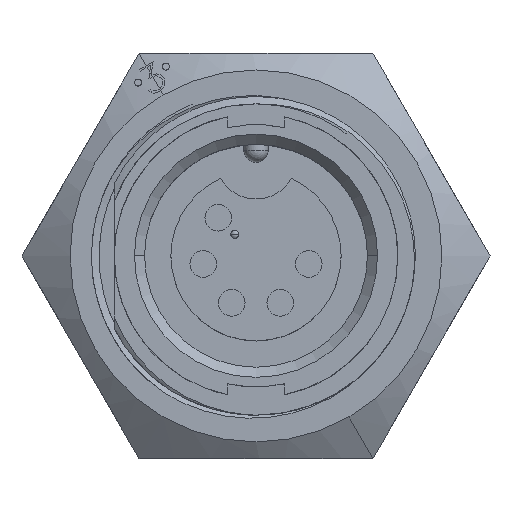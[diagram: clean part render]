
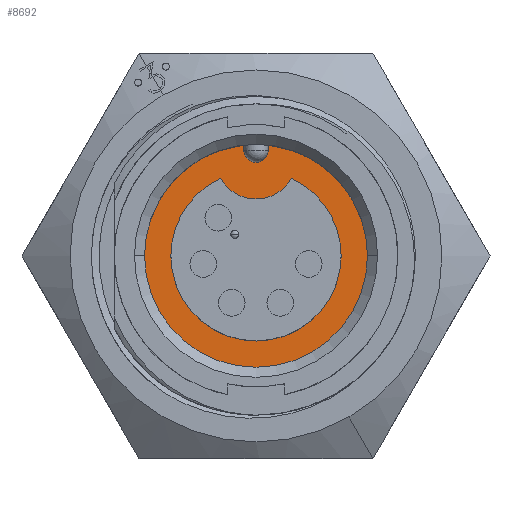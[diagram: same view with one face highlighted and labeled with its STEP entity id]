
A CAD part, top view. The second image highlights one B-rep face of the part: STEP entity #8692.
In plain terms, the highlighted planar face has unit normal (0, 0, 1).
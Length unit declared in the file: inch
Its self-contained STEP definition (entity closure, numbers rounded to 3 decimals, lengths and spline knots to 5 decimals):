
#310 = CARTESIAN_POINT ( 'NONE',  ( -0.21, 0., -0.29 ) ) ;
#359 = DIRECTION ( 'NONE',  ( 1., 0., 0. ) ) ;
#589 = EDGE_CURVE ( 'NONE', #20275, #6945, #16036, .T. ) ;
#725 = VECTOR ( 'NONE', #18441, 39.37008 ) ;
#787 = VERTEX_POINT ( 'NONE', #22566 ) ;
#1212 = EDGE_CURVE ( 'NONE', #17633, #14541, #22860, .T. ) ;
#2110 = DIRECTION ( 'NONE',  ( 1., 0., 0. ) ) ;
#2720 = EDGE_CURVE ( 'NONE', #24406, #15458, #20765, .T. ) ;
#3793 = CIRCLE ( 'NONE', #16892, 0.21 ) ;
#4265 = CARTESIAN_POINT ( 'NONE',  ( -0.0875, 0.1909, -0.29 ) ) ;
#4818 = VERTEX_POINT ( 'NONE', #24927 ) ;
#5575 = DIRECTION ( 'NONE',  ( 0., 0., 1. ) ) ;
#5969 = LINE ( 'NONE', #8437, #16855 ) ;
#6418 = CARTESIAN_POINT ( 'NONE',  ( 0., 0., -0.29 ) ) ;
#6625 = DIRECTION ( 'NONE',  ( 0., 0., -1. ) ) ;
#6945 = VERTEX_POINT ( 'NONE', #21477 ) ;
#6960 = DIRECTION ( 'NONE',  ( 0., 0., -1. ) ) ;
#7064 = DIRECTION ( 'NONE',  ( 0., 0., -1. ) ) ;
#7332 = FACE_OUTER_BOUND ( 'NONE', #13991, .T. ) ;
#7405 = CARTESIAN_POINT ( 'NONE',  ( 0., 0.261, -0.29 ) ) ;
#7546 = CARTESIAN_POINT ( 'NONE',  ( 0.0875, 0.1909, -0.29 ) ) ;
#7876 = LINE ( 'NONE', #20636, #725 ) ;
#8437 = CARTESIAN_POINT ( 'NONE',  ( -0.03, 0.261, -0.29 ) ) ;
#8585 = DIRECTION ( 'NONE',  ( 1., 0., 0. ) ) ;
#8639 = AXIS2_PLACEMENT_3D ( 'NONE', #7405, #11772, #26983 ) ;
#8692 = ADVANCED_FACE ( 'NONE', ( #18902, #7332 ), #24805, .T. ) ;
#9605 = DIRECTION ( 'NONE',  ( 0., 0., -1. ) ) ;
#9699 = CARTESIAN_POINT ( 'NONE',  ( 0.03, 0.261, -0.29 ) ) ;
#9927 = EDGE_CURVE ( 'NONE', #787, #4818, #18197, .T. ) ;
#10389 = AXIS2_PLACEMENT_3D ( 'NONE', #26441, #13401, #359 ) ;
#10593 = CIRCLE ( 'NONE', #17487, 0.21 ) ;
#10646 = AXIS2_PLACEMENT_3D ( 'NONE', #19675, #6625, #21867 ) ;
#11772 = DIRECTION ( 'NONE',  ( 0., 0., 1. ) ) ;
#12017 = ORIENTED_EDGE ( 'NONE', *, *, #589, .T. ) ;
#13152 = EDGE_CURVE ( 'NONE', #14243, #24406, #3793, .T. ) ;
#13401 = DIRECTION ( 'NONE',  ( 0., 0., 1. ) ) ;
#13728 = AXIS2_PLACEMENT_3D ( 'NONE', #28176, #15168, #2110 ) ;
#13991 = EDGE_LOOP ( 'NONE', ( #19601, #14383, #12017, #23416, #21989, #26738 ) ) ;
#14049 = EDGE_CURVE ( 'NONE', #4818, #17633, #7876, .T. ) ;
#14243 = VERTEX_POINT ( 'NONE', #21194 ) ;
#14354 = ORIENTED_EDGE ( 'NONE', *, *, #2720, .T. ) ;
#14383 = ORIENTED_EDGE ( 'NONE', *, *, #23463, .T. ) ;
#14541 = VERTEX_POINT ( 'NONE', #20070 ) ;
#15168 = DIRECTION ( 'NONE',  ( 0., 0., 1. ) ) ;
#15458 = VERTEX_POINT ( 'NONE', #4265 ) ;
#15524 = AXIS2_PLACEMENT_3D ( 'NONE', #22681, #9605, #24841 ) ;
#16036 = CIRCLE ( 'NONE', #10389, 0.275 ) ;
#16855 = VECTOR ( 'NONE', #21492, 39.37008 ) ;
#16892 = AXIS2_PLACEMENT_3D ( 'NONE', #20010, #6960, #22205 ) ;
#16926 = EDGE_CURVE ( 'NONE', #18684, #14243, #10593, .T. ) ;
#17164 = CIRCLE ( 'NONE', #13728, 0.275 ) ;
#17487 = AXIS2_PLACEMENT_3D ( 'NONE', #6418, #21652, #8585 ) ;
#17633 = VERTEX_POINT ( 'NONE', #9699 ) ;
#18168 = AXIS2_PLACEMENT_3D ( 'NONE', #18637, #5575, #20824 ) ;
#18197 = CIRCLE ( 'NONE', #18168, 0.275 ) ;
#18404 = ORIENTED_EDGE ( 'NONE', *, *, #27022, .F. ) ;
#18441 = DIRECTION ( 'NONE',  ( 0., -1., 0. ) ) ;
#18637 = CARTESIAN_POINT ( 'NONE',  ( 0., 0., -0.29 ) ) ;
#18684 = VERTEX_POINT ( 'NONE', #7546 ) ;
#18902 = FACE_BOUND ( 'NONE', #23832, .T. ) ;
#19601 = ORIENTED_EDGE ( 'NONE', *, *, #1212, .T. ) ;
#19675 = CARTESIAN_POINT ( 'NONE',  ( 0., 0.24066, -0.29 ) ) ;
#20010 = CARTESIAN_POINT ( 'NONE',  ( 0., 0., -0.29 ) ) ;
#20070 = CARTESIAN_POINT ( 'NONE',  ( -0.03, 0.261, -0.29 ) ) ;
#20106 = CARTESIAN_POINT ( 'NONE',  ( 0., 0.261, -0.29 ) ) ;
#20275 = VERTEX_POINT ( 'NONE', #23190 ) ;
#20636 = CARTESIAN_POINT ( 'NONE',  ( 0.03, 0.27336, -0.29 ) ) ;
#20765 = CIRCLE ( 'NONE', #15524, 0.21 ) ;
#20824 = DIRECTION ( 'NONE',  ( 1., 0., 0. ) ) ;
#21194 = CARTESIAN_POINT ( 'NONE',  ( 0.21, 0., -0.29 ) ) ;
#21477 = CARTESIAN_POINT ( 'NONE',  ( -0.275, 0., -0.29 ) ) ;
#21492 = DIRECTION ( 'NONE',  ( 0., 1., 0. ) ) ;
#21652 = DIRECTION ( 'NONE',  ( 0., 0., -1. ) ) ;
#21867 = DIRECTION ( 'NONE',  ( 1., 0., 0. ) ) ;
#21989 = ORIENTED_EDGE ( 'NONE', *, *, #9927, .T. ) ;
#22205 = DIRECTION ( 'NONE',  ( 1., 0., 0. ) ) ;
#22300 = DIRECTION ( 'NONE',  ( 1., 0., 0. ) ) ;
#22566 = CARTESIAN_POINT ( 'NONE',  ( 0.275, 0., -0.29 ) ) ;
#22681 = CARTESIAN_POINT ( 'NONE',  ( 0., 0., -0.29 ) ) ;
#22860 = CIRCLE ( 'NONE', #22999, 0.03 ) ;
#22999 = AXIS2_PLACEMENT_3D ( 'NONE', #20106, #7064, #22300 ) ;
#23190 = CARTESIAN_POINT ( 'NONE',  ( -0.03, 0.27336, -0.29 ) ) ;
#23416 = ORIENTED_EDGE ( 'NONE', *, *, #25302, .T. ) ;
#23463 = EDGE_CURVE ( 'NONE', #14541, #20275, #5969, .T. ) ;
#23832 = EDGE_LOOP ( 'NONE', ( #18404, #27686, #28189, #14354 ) ) ;
#24406 = VERTEX_POINT ( 'NONE', #310 ) ;
#24805 = PLANE ( 'NONE',  #8639 ) ;
#24841 = DIRECTION ( 'NONE',  ( 1., 0., 0. ) ) ;
#24927 = CARTESIAN_POINT ( 'NONE',  ( 0.03, 0.27336, -0.29 ) ) ;
#25007 = CIRCLE ( 'NONE', #10646, 0.10066 ) ;
#25302 = EDGE_CURVE ( 'NONE', #6945, #787, #17164, .T. ) ;
#26441 = CARTESIAN_POINT ( 'NONE',  ( 0., 0., -0.29 ) ) ;
#26738 = ORIENTED_EDGE ( 'NONE', *, *, #14049, .T. ) ;
#26983 = DIRECTION ( 'NONE',  ( 1., 0., 0. ) ) ;
#27022 = EDGE_CURVE ( 'NONE', #18684, #15458, #25007, .T. ) ;
#27686 = ORIENTED_EDGE ( 'NONE', *, *, #16926, .T. ) ;
#28176 = CARTESIAN_POINT ( 'NONE',  ( 0., 0., -0.29 ) ) ;
#28189 = ORIENTED_EDGE ( 'NONE', *, *, #13152, .T. ) ;
